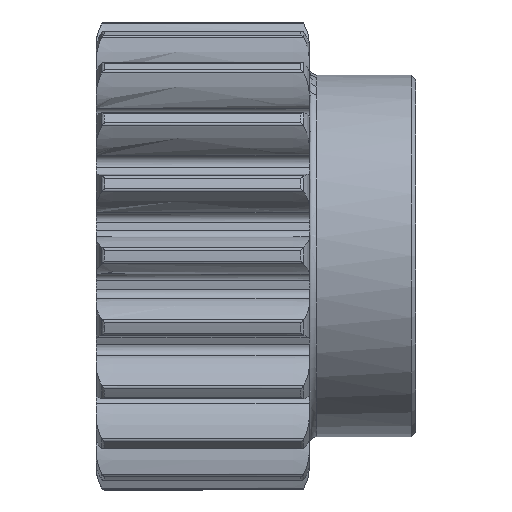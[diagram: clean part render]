
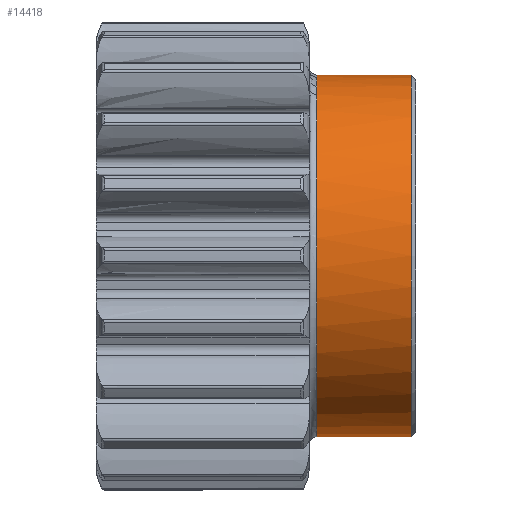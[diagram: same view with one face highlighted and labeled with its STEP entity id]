
A CAD part, top view. The second image highlights one B-rep face of the part: STEP entity #14418.
In plain terms, the highlighted cylindrical face has radius 8.5 mm (diameter 17 mm), a partial arc.
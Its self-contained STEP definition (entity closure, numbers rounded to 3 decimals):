
#3226=CARTESIAN_POINT('',(5.35,0.,0.));
#3227=DIRECTION('',(1.,0.,0.));
#3228=DIRECTION('',(0.,0.891,0.454));
#3229=AXIS2_PLACEMENT_3D('',#3226,#3227,#3228);
#6249=CARTESIAN_POINT('',(5.35,0.,0.));
#6250=DIRECTION('',(1.,0.,0.));
#6251=DIRECTION('',(0.,1.,0.));
#6252=AXIS2_PLACEMENT_3D('',#6249,#6250,#6251);
#6257=CARTESIAN_POINT('',(9.8,0.,0.));
#6258=DIRECTION('',(1.,0.,0.));
#6259=DIRECTION('',(0.,1.,0.));
#6260=AXIS2_PLACEMENT_3D('',#6257,#6258,#6259);
#6265=CARTESIAN_POINT('',(5.35,0.,0.));
#6266=DIRECTION('',(1.,0.,0.));
#6267=DIRECTION('',(0.,0.988,0.156));
#6268=AXIS2_PLACEMENT_3D('',#6265,#6266,#6267);
#6273=DIRECTION('',(-1.,0.,0.));
#6274=VECTOR('',#6273,4.45);
#6275=CARTESIAN_POINT('',(9.8,-8.5,0.));
#6276=LINE('',#6275,#6274);
#6288=DIRECTION('',(-1.,0.,0.));
#6289=VECTOR('',#6288,4.45);
#6290=CARTESIAN_POINT('',(9.8,8.5,0.));
#6291=LINE('',#6290,#6289);
#9488=CARTESIAN_POINT('',(9.8,8.5,0.));
#9490=VERTEX_POINT('',#9488);
#9492=CARTESIAN_POINT('',(9.8,-8.5,0.));
#9494=VERTEX_POINT('',#9492);
#10243=CARTESIAN_POINT('',(5.35,8.5,0.));
#10244=CARTESIAN_POINT('',(5.35,8.395,1.33));
#10245=VERTEX_POINT('',#10243);
#10246=VERTEX_POINT('',#10244);
#10247=CARTESIAN_POINT('',(5.35,-8.5,0.));
#10248=VERTEX_POINT('',#10247);
#10333=CARTESIAN_POINT('',(5.35,7.574,3.859));
#10334=VERTEX_POINT('',#10333);
#14402=CARTESIAN_POINT('',(4.75,0.,0.));
#14403=DIRECTION('',(1.,0.,0.));
#14404=DIRECTION('',(0.,-1.,0.));
#14405=AXIS2_PLACEMENT_3D('',#14402,#14403,#14404);
#14406=CYLINDRICAL_SURFACE('',#14405,8.5);
#14407=ORIENTED_EDGE('',*,*,#12468,.F.);
#14409=ORIENTED_EDGE('',*,*,#14408,.F.);
#14411=ORIENTED_EDGE('',*,*,#14410,.T.);
#14413=ORIENTED_EDGE('',*,*,#14412,.T.);
#14414=ORIENTED_EDGE('',*,*,#12464,.F.);
#14415=ORIENTED_EDGE('',*,*,#14393,.F.);
#14416=EDGE_LOOP('',(#14407,#14409,#14411,#14413,#14414,#14415));
#14417=FACE_OUTER_BOUND('',#14416,.F.);
#3230=CIRCLE('',#3229,8.5);
#6253=CIRCLE('',#6252,8.5);
#6261=CIRCLE('',#6260,8.5);
#6269=CIRCLE('',#6268,8.5);
#12464=EDGE_CURVE('',#10334,#10248,#3230,.T.);
#12468=EDGE_CURVE('',#10245,#10246,#6253,.T.);
#14393=EDGE_CURVE('',#10246,#10334,#6269,.T.);
#14408=EDGE_CURVE('',#9490,#10245,#6291,.T.);
#14410=EDGE_CURVE('',#9490,#9494,#6261,.T.);
#14412=EDGE_CURVE('',#9494,#10248,#6276,.T.);
#14418=ADVANCED_FACE('',(#14417),#14406,.T.);
